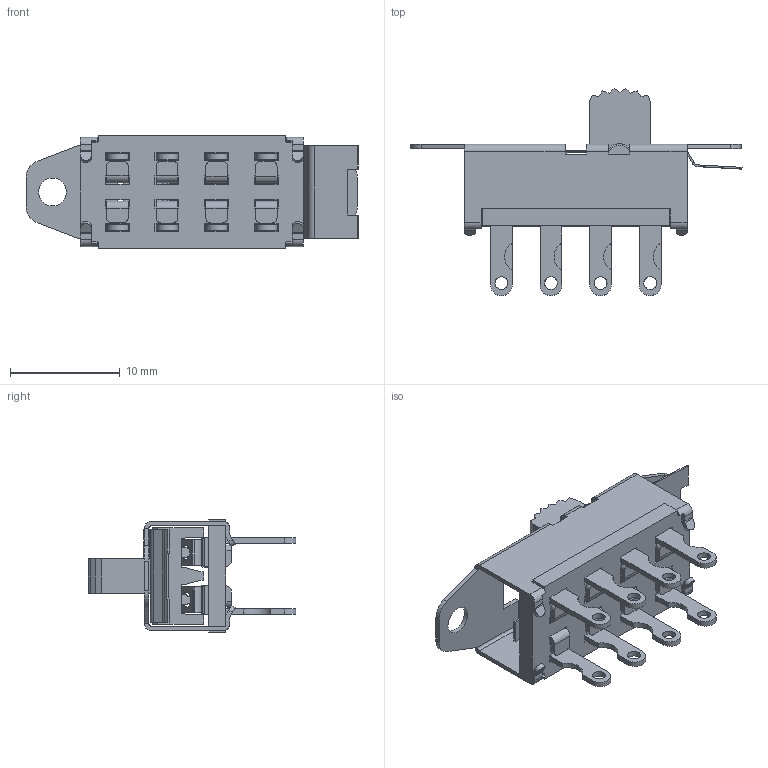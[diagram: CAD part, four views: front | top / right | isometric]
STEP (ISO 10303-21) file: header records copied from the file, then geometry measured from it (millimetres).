
FILE_DESCRIPTION(/* description */ (''),/* implementation_level */ '2;1');
FILE_NAME(/* name */ 'G-128L-0000_3D Model.stp',/* time_stamp */ '2023-10-02T09:45:14-04:00',/* author */ ('dwiltbank'),/* organization */ (''),/* preprocessor_version */ 'ST-DEVELOPER v19.2',/* originating_system */ 'Autodesk Inventor 2024',/* authorisation */ '');
FILE_SCHEMA (('AUTOMOTIVE_DESIGN { 1 0 10303 214 3 1 1 }'));
Length unit declared in the file: inch
Products named in the file (1): G-128L-0000_Simplify_1
Bounding box: 30.27 x 18.91 x 10.31 mm (x, y, z)
Volume: 982.3 mm3; surface area: 3077.1 mm2
Topology: 1 solids, 1 shells, 663 faces, 2034 edges, 1318 vertices
Faces by surface type: plane 448, cylinder 215
Full cylindrical faces by diameter (mm): 1.168 x8, 1.6 x4, 2.54 x2
Entity records: 23535 total; most frequent: ORIENTED_EDGE 4068, CARTESIAN_POINT 4062, DIRECTION 3786, EDGE_CURVE 2034, LINE 1594, VECTOR 1594, VERTEX_POINT 1318, AXIS2_PLACEMENT_3D 1096
